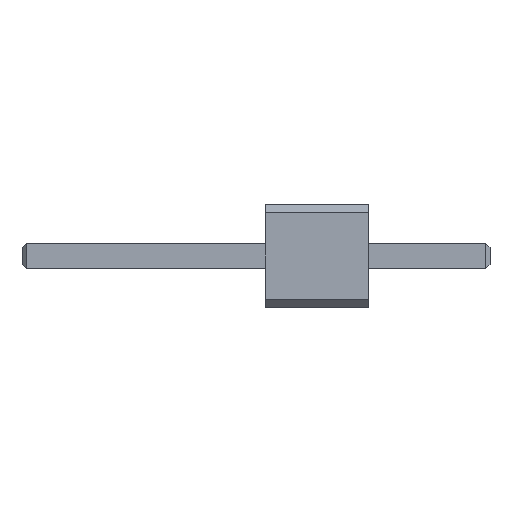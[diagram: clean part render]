
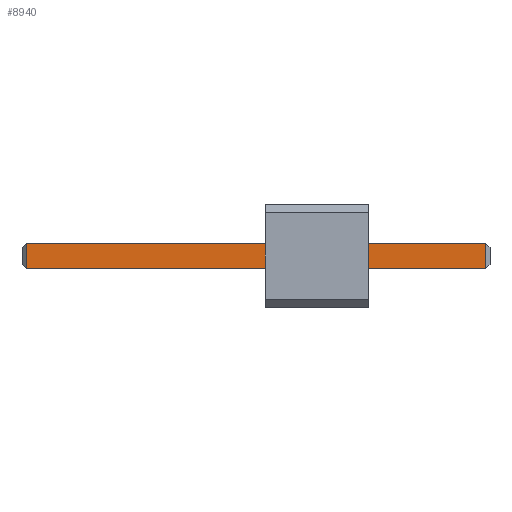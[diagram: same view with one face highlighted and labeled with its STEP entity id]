
A CAD part, left-side view. The second image highlights one B-rep face of the part: STEP entity #8940.
In plain terms, the highlighted planar face has unit normal (-1, 0, 0).
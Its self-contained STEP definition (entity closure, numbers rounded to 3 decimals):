
#141 = ORIENTED_EDGE ( 'NONE', *, *, #6451, .T. ) ;
#226 = CARTESIAN_POINT ( 'NONE',  ( 0.95, -2.9, -1.59 ) ) ;
#274 = VERTEX_POINT ( 'NONE', #226 ) ;
#316 = EDGE_LOOP ( 'NONE', ( #3209, #141, #5957, #4101 ) ) ;
#391 = VECTOR ( 'NONE', #2724, 1000. ) ;
#1559 = PLANE ( 'NONE',  #3799 ) ;
#2289 = CARTESIAN_POINT ( 'NONE',  ( 0.95, -3., -0.95 ) ) ;
#2456 = DIRECTION ( 'NONE',  ( 0., 0., 1. ) ) ;
#2595 = LINE ( 'NONE', #7073, #391 ) ;
#2724 = DIRECTION ( 'NONE',  ( 0., 0., -1. ) ) ;
#2848 = CARTESIAN_POINT ( 'NONE',  ( 0.95, -2.9, -0.95 ) ) ;
#3027 = CARTESIAN_POINT ( 'NONE',  ( 0.95, 8.44, -1.59 ) ) ;
#3196 = VECTOR ( 'NONE', #6676, 1000. ) ;
#3209 = ORIENTED_EDGE ( 'NONE', *, *, #5453, .F. ) ;
#3799 = AXIS2_PLACEMENT_3D ( 'NONE', #6846, #6788, #2456 ) ;
#4101 = ORIENTED_EDGE ( 'NONE', *, *, #8777, .T. ) ;
#4368 = EDGE_CURVE ( 'NONE', #9190, #5075, #8603, .T. ) ;
#5043 = DIRECTION ( 'NONE',  ( 0., 0., 1. ) ) ;
#5057 = VECTOR ( 'NONE', #5043, 1000. ) ;
#5075 = VERTEX_POINT ( 'NONE', #8497 ) ;
#5122 = VECTOR ( 'NONE', #5272, 1000. ) ;
#5178 = CARTESIAN_POINT ( 'NONE',  ( 0.95, -2.9, -0.95 ) ) ;
#5197 = CARTESIAN_POINT ( 'NONE',  ( 0.95, -3., -1.59 ) ) ;
#5272 = DIRECTION ( 'NONE',  ( 0., 1., 0. ) ) ;
#5453 = EDGE_CURVE ( 'NONE', #274, #8233, #7918, .T. ) ;
#5957 = ORIENTED_EDGE ( 'NONE', *, *, #4368, .T. ) ;
#6451 = EDGE_CURVE ( 'NONE', #274, #9190, #9220, .T. ) ;
#6676 = DIRECTION ( 'NONE',  ( 0., 1., 0. ) ) ;
#6788 = DIRECTION ( 'NONE',  ( -1., 0., 0. ) ) ;
#6846 = CARTESIAN_POINT ( 'NONE',  ( 0.95, -3., -1.59 ) ) ;
#7073 = CARTESIAN_POINT ( 'NONE',  ( 0.95, 8.44, -1.59 ) ) ;
#7897 = FACE_OUTER_BOUND ( 'NONE', #316, .T. ) ;
#7918 = LINE ( 'NONE', #5197, #3196 ) ;
#8233 = VERTEX_POINT ( 'NONE', #3027 ) ;
#8497 = CARTESIAN_POINT ( 'NONE',  ( 0.95, 8.44, -0.95 ) ) ;
#8603 = LINE ( 'NONE', #2289, #5122 ) ;
#8777 = EDGE_CURVE ( 'NONE', #5075, #8233, #2595, .T. ) ;
#8940 = ADVANCED_FACE ( 'NONE', ( #7897 ), #1559, .T. ) ;
#9190 = VERTEX_POINT ( 'NONE', #2848 ) ;
#9220 = LINE ( 'NONE', #5178, #5057 ) ;
